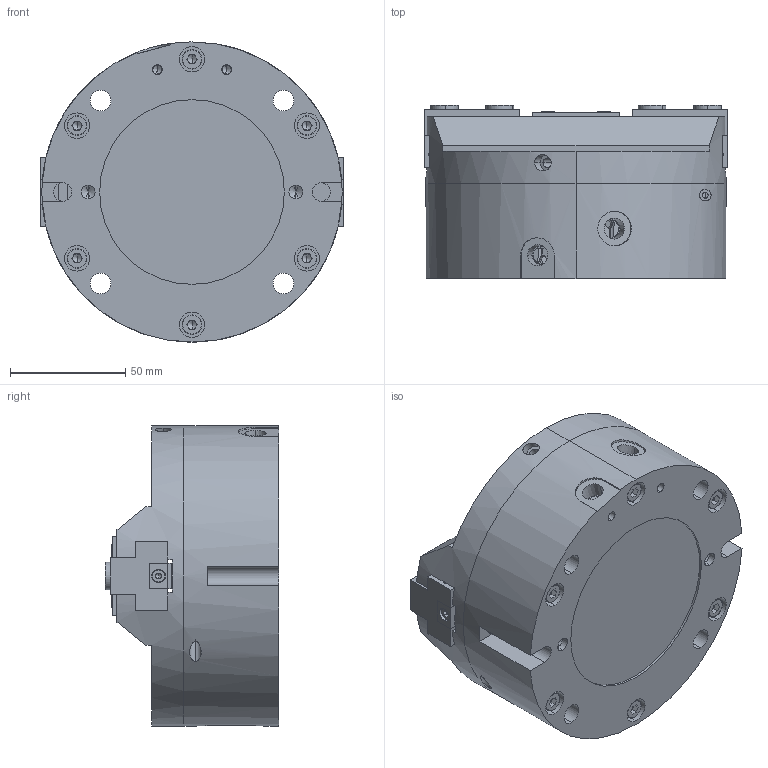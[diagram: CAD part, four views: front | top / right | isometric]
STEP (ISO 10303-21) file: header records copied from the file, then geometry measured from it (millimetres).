
FILE_DESCRIPTION (( 'STEP AP214' ), '1' );
FILE_NAME ('2PG2 125.STEP', '2012-02-28T08:10:01', ( 'xw4600' ), ( '' ), 'SwSTEP 2.0', 'SolidWorks 2010', '' );
FILE_SCHEMA (( 'AUTOMOTIVE_DESIGN' ));
Length unit declared in the file: millimetre
Products named in the file (12): 2PG2125-01_ル遽; 2PG2125-02_ル遽; 2PG2125-04_ル遽; 2PG2125-06-1_ル遽; 2PG2125-06-2_ル遽; 2PG2125-07_ル遽; 2PG2125-10_ル遽; SPRING(2PG2125)_Default; socket head cap screw_ISO 4762 M3 x 30 --- 18N; Socket Head Cap Screw_KS_KS 1003 - M5 x 30 x 22-N; countersunk head screw_ISO 10642 - M3 x 10 --- 10N; 2PG2 125
Assembly tree (25 placements, depth 2):
  2PG2 125
    Socket Head Cap Screw_KS_KS 1003 - M5 x 30 x 22-N  x6
    2PG2125-06-2_ル遽
    2PG2125-10_ル遽  x4
    2PG2125-06-1_ル遽
    countersunk head screw_ISO 10642 - M3 x 10 --- 10N  x4
    2PG2125-01_ル遽
    2PG2125-02_ル遽
    SPRING(2PG2125)_Default  x2
    2PG2125-04_ル遽  x2
    socket head cap screw_ISO 4762 M3 x 30 --- 18N  x2
    2PG2125-07_ル遽
Bounding box: 131 x 75 x 130 mm (x, y, z)
Volume: 526665 mm3; surface area: 153173.3 mm2
Topology: 25 solids, 25 shells, 798 faces, 1892 edges, 1155 vertices
Faces by surface type: plane 353, cylinder 293, cone 96, torus 52, bspline 4
Entity records: 19147 total; most frequent: CARTESIAN_POINT 6633, DIRECTION 2535, ORIENTED_EDGE 2262, EDGE_CURVE 1131, AXIS2_PLACEMENT_3D 988, VERTEX_POINT 730, EDGE_LOOP 585, LINE 559
